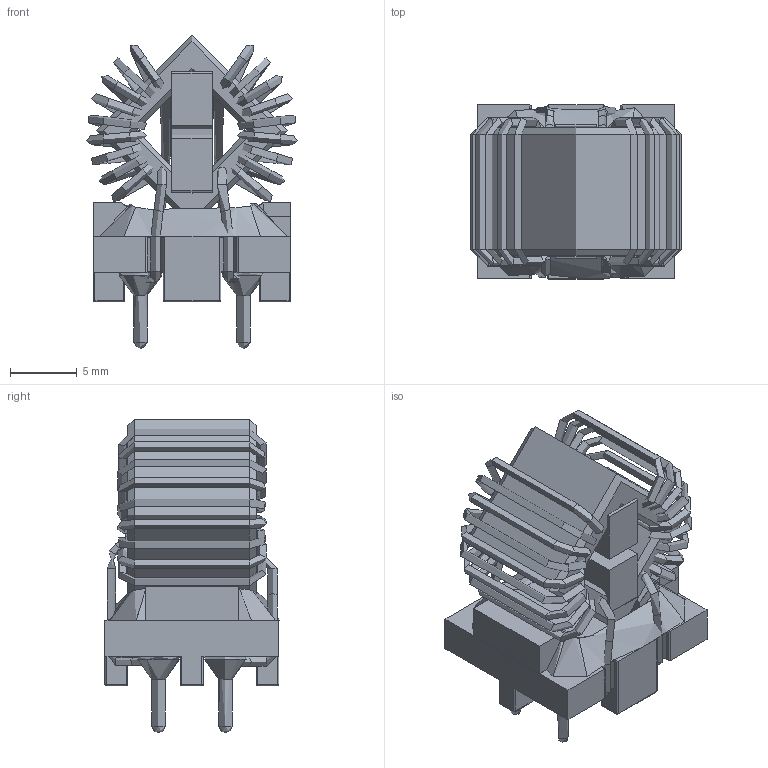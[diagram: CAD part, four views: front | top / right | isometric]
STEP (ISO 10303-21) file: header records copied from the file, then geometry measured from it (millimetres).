
FILE_DESCRIPTION(/* description */ ('Unknown'),/* implementation_level */ '2;1');
FILE_NAME(/* name */ '7448225007',/* time_stamp */ '2020-11-11T15:35:00+01:00',/* author */ ('Unknown'),/* organization */ ('Unknown'),/* preprocessor_version */ 'ST-DEVELOPER v16.7',/* originating_system */ 'DEX',/* authorisation */ $);
FILE_SCHEMA (('AUTOMOTIVE_DESIGN {1 0 10303 214 3 1 1}'));
Length unit declared in the file: millimetre
Products named in the file (7): 7448225007; base; core; WE-CMB S-Model; Glue_1; Solderpoint; Turns
Assembly tree (6 placements, depth 2):
  7448225007
    base
    core
    WE-CMB S-Model
    Glue_1
    Solderpoint
    Turns
Bounding box: 15.73 x 13.01 x 23.44 mm (x, y, z)
Volume: 2128.6 mm3
Topology: 9 solids, 12 shells, 429 faces, 1019 edges, 584 vertices
Faces by surface type: cylinder 148, plane 107, bspline 89, torus 60, sphere 20, cone 5
Full cylindrical faces by diameter (mm): 0.7 x78, 1 x8, 8.3 x1, 14.3 x2
Entity records: 20204 total; most frequent: CARTESIAN_POINT 8883, DIRECTION 1683, ORIENTED_EDGE 1504, EDGE_CURVE 752, AXIS2_PLACEMENT_3D 685, EDGE_LOOP 660, FACE_BOUND 660, VERTEX_POINT 552
